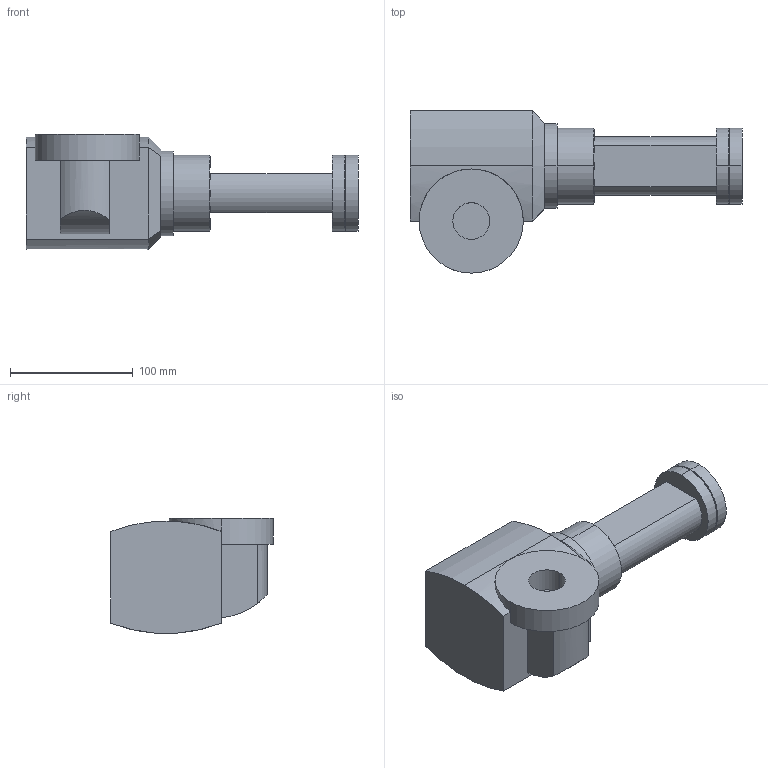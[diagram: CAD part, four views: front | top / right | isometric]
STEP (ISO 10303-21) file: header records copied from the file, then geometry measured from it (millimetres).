
FILE_DESCRIPTION (( 'STEP AP203' ), '1' );
FILE_NAME ('part4 final_Default_sldprt.STEP', '2024-04-13T19:24:57', ( '' ), ( '' ), 'SwSTEP 2.0', 'SolidWorks 2022', '' );
FILE_SCHEMA (( 'CONFIG_CONTROL_DESIGN' ));
Length unit declared in the file: millimetre
Products named in the file (1): part4 final_Default_sldprt
Bounding box: 271 x 132.5 x 93.88 mm (x, y, z)
Volume: 1292677.3 mm3; surface area: 95081.2 mm2
Topology: 1 solids, 1 shells, 118 faces, 246 edges, 162 vertices
Faces by surface type: cylinder 71, plane 44, cone 3
Entity records: 3387 total; most frequent: CARTESIAN_POINT 643, DIRECTION 622, ORIENTED_EDGE 492, AXIS2_PLACEMENT_3D 263, EDGE_CURVE 246, VERTEX_POINT 162, EDGE_LOOP 150, CIRCLE 144
